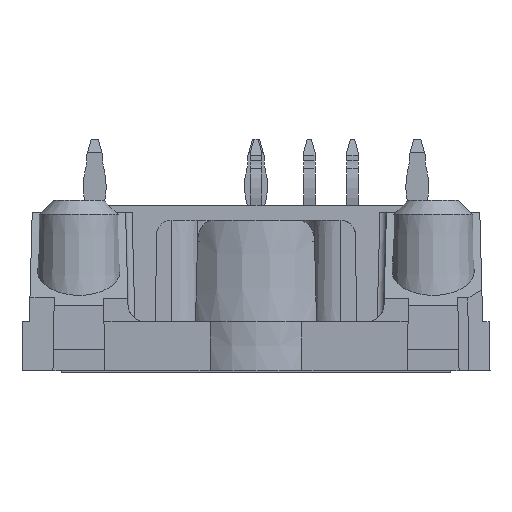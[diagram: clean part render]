
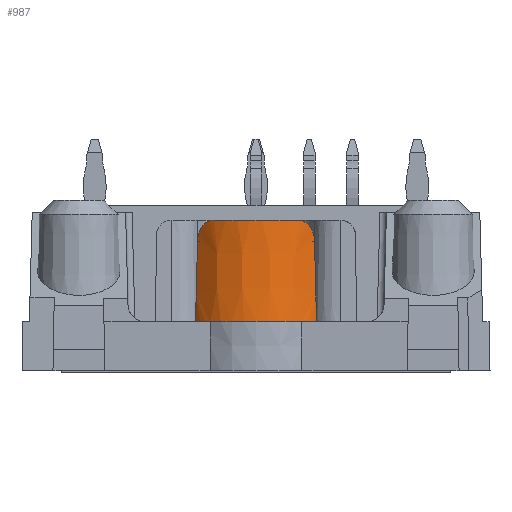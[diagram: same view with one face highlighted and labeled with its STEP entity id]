
A CAD part, left-side view. The second image highlights one B-rep face of the part: STEP entity #987.
In plain terms, the highlighted conical face has half-angle 1 degrees and reference radius 5.5 mm.
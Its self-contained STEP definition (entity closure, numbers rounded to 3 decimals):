
#987 = ADVANCED_FACE( '', ( #2569 ), #2570, .T. );
#2569 = FACE_OUTER_BOUND( '', #4748, .T. );
#2570 = CONICAL_SURFACE( '', #4749, 5.5, 0.017 );
#4748 = EDGE_LOOP( '', ( #7868, #7869, #7870, #7871, #7872, #7873, #7874, #7875 ) );
#4749 = AXIS2_PLACEMENT_3D( '', #7876, #7877, #7878 );
#7868 = ORIENTED_EDGE( '', *, *, #13808, .T. );
#7869 = ORIENTED_EDGE( '', *, *, #13003, .F. );
#7870 = ORIENTED_EDGE( '', *, *, #13809, .F. );
#7871 = ORIENTED_EDGE( '', *, *, #13007, .F. );
#7872 = ORIENTED_EDGE( '', *, *, #13810, .F. );
#7873 = ORIENTED_EDGE( '', *, *, #13811, .F. );
#7874 = ORIENTED_EDGE( '', *, *, #13571, .T. );
#7875 = ORIENTED_EDGE( '', *, *, #13812, .F. );
#7876 = CARTESIAN_POINT( '', ( -27.5, 0., 3.25 ) );
#7877 = DIRECTION( '', ( 0., 0., -1. ) );
#7878 = DIRECTION( '', ( -1., 0., 0. ) );
#13003 = EDGE_CURVE( '', #15606, #15608, #15609, .T. );
#13007 = EDGE_CURVE( '', #15614, #15597, #15616, .T. );
#13571 = EDGE_CURVE( '', #16595, #16592, #16596, .T. );
#13808 = EDGE_CURVE( '', #17017, #15608, #17018, .T. );
#13809 = EDGE_CURVE( '', #15597, #15606, #17019, .T. );
#13810 = EDGE_CURVE( '', #17020, #15614, #17021, .T. );
#13811 = EDGE_CURVE( '', #16595, #17020, #17022, .T. );
#13812 = EDGE_CURVE( '', #17017, #16592, #17023, .T. );
#15597 = VERTEX_POINT( '', #19434 );
#15606 = VERTEX_POINT( '', #19447 );
#15608 = VERTEX_POINT( '', #19450 );
#15609 = CIRCLE( '', #19451, 5.5 );
#15614 = VERTEX_POINT( '', #19457 );
#15616 = CIRCLE( '', #19460, 5.5 );
#16592 = VERTEX_POINT( '', #20783 );
#16595 = VERTEX_POINT( '', #20787 );
#16596 = CIRCLE( '', #20788, 5.377 );
#17017 = VERTEX_POINT( '', #21335 );
#17018 = CIRCLE( '', #21336, 17448.701 );
#17019 = CIRCLE( '', #21337, 5.5 );
#17020 = VERTEX_POINT( '', #21338 );
#17021 = CIRCLE( '', #21339, 17448.701 );
#17022 = B_SPLINE_CURVE_WITH_KNOTS( '', 3, ( #21340, #21341, #21342, #21343, #21344, #21345, #21346, #21347, #21348, #21349, #21350, #21351, #21352, #21353 ), .UNSPECIFIED., .F., .F., ( 4, 2, 2, 2, 2, 2, 4 ), ( 0., 0., 0.001, 0.001, 0.001, 0.002, 0.002 ), .UNSPECIFIED. );
#17023 = B_SPLINE_CURVE_WITH_KNOTS( '', 3, ( #21354, #21355, #21356, #21357, #21358, #21359, #21360, #21361, #21362, #21363, #21364, #21365, #21366, #21367 ), .UNSPECIFIED., .F., .F., ( 4, 2, 2, 2, 2, 2, 4 ), ( 0., 0., 0.001, 0.001, 0.001, 0.002, 0.002 ), .UNSPECIFIED. );
#19434 = CARTESIAN_POINT( '', ( -32., -3.162, 3.25 ) );
#19447 = CARTESIAN_POINT( '', ( -32., 3.162, 3.25 ) );
#19450 = CARTESIAN_POINT( '', ( -31.049, 4.201, 3.25 ) );
#19451 = AXIS2_PLACEMENT_3D( '', #24523, #24524, #24525 );
#19457 = CARTESIAN_POINT( '', ( -31.049, -4.201, 3.25 ) );
#19460 = AXIS2_PLACEMENT_3D( '', #24531, #24532, #24533 );
#20783 = CARTESIAN_POINT( '', ( -32.034, 2.89, 10.3 ) );
#20787 = CARTESIAN_POINT( '', ( -32.034, -2.89, 10.3 ) );
#20788 = AXIS2_PLACEMENT_3D( '', #25233, #25234, #25235 );
#21335 = CARTESIAN_POINT( '', ( -31.061, 4.063, 8.826 ) );
#21336 = AXIS2_PLACEMENT_3D( '', #25638, #25639, #25640 );
#21337 = AXIS2_PLACEMENT_3D( '', #25641, #25642, #25643 );
#21338 = CARTESIAN_POINT( '', ( -31.061, -4.063, 8.826 ) );
#21339 = AXIS2_PLACEMENT_3D( '', #25644, #25645, #25646 );
#21340 = CARTESIAN_POINT( '', ( -32.034, -2.89, 10.3 ) );
#21341 = CARTESIAN_POINT( '', ( -31.981, -2.974, 10.3 ) );
#21342 = CARTESIAN_POINT( '', ( -31.926, -3.055, 10.291 ) );
#21343 = CARTESIAN_POINT( '', ( -31.815, -3.211, 10.256 ) );
#21344 = CARTESIAN_POINT( '', ( -31.757, -3.287, 10.229 ) );
#21345 = CARTESIAN_POINT( '', ( -31.644, -3.431, 10.157 ) );
#21346 = CARTESIAN_POINT( '', ( -31.589, -3.498, 10.113 ) );
#21347 = CARTESIAN_POINT( '', ( -31.481, -3.623, 10.008 ) );
#21348 = CARTESIAN_POINT( '', ( -31.428, -3.681, 9.946 ) );
#21349 = CARTESIAN_POINT( '', ( -31.284, -3.836, 9.743 ) );
#21350 = CARTESIAN_POINT( '', ( -31.202, -3.917, 9.578 ) );
#21351 = CARTESIAN_POINT( '', ( -31.091, -4.028, 9.22 ) );
#21352 = CARTESIAN_POINT( '', ( -31.061, -4.058, 9.024 ) );
#21353 = CARTESIAN_POINT( '', ( -31.061, -4.063, 8.826 ) );
#21354 = CARTESIAN_POINT( '', ( -31.061, 4.063, 8.826 ) );
#21355 = CARTESIAN_POINT( '', ( -31.061, 4.061, 8.925 ) );
#21356 = CARTESIAN_POINT( '', ( -31.068, 4.052, 9.022 ) );
#21357 = CARTESIAN_POINT( '', ( -31.097, 4.022, 9.213 ) );
#21358 = CARTESIAN_POINT( '', ( -31.119, 4.001, 9.308 ) );
#21359 = CARTESIAN_POINT( '', ( -31.174, 3.945, 9.488 ) );
#21360 = CARTESIAN_POINT( '', ( -31.208, 3.912, 9.573 ) );
#21361 = CARTESIAN_POINT( '', ( -31.286, 3.832, 9.734 ) );
#21362 = CARTESIAN_POINT( '', ( -31.331, 3.785, 9.81 ) );
#21363 = CARTESIAN_POINT( '', ( -31.476, 3.63, 10.013 ) );
#21364 = CARTESIAN_POINT( '', ( -31.587, 3.503, 10.121 ) );
#21365 = CARTESIAN_POINT( '', ( -31.813, 3.218, 10.264 ) );
#21366 = CARTESIAN_POINT( '', ( -31.928, 3.057, 10.3 ) );
#21367 = CARTESIAN_POINT( '', ( -32.034, 2.89, 10.3 ) );
#24523 = CARTESIAN_POINT( '', ( -27.5, 0., 3.25 ) );
#24524 = DIRECTION( '', ( 0., 0., -1. ) );
#24525 = DIRECTION( '', ( -1., 0., 0. ) );
#24531 = CARTESIAN_POINT( '', ( -27.5, 0., 3.25 ) );
#24532 = DIRECTION( '', ( 0., 0., -1. ) );
#24533 = DIRECTION( '', ( -1., 0., 0. ) );
#25233 = CARTESIAN_POINT( '', ( -27.5, 0., 10.3 ) );
#25234 = DIRECTION( '', ( 0., 0., -1. ) );
#25235 = DIRECTION( '', ( 1., 0., 0. ) );
#25638 = CARTESIAN_POINT( '', ( 11187.125, -13356.804, -302.167 ) );
#25639 = DIRECTION( '', ( -0.766, -0.643, -0.017 ) );
#25640 = DIRECTION( '', ( -0.643, 0.766, 0.018 ) );
#25641 = CARTESIAN_POINT( '', ( -27.5, 0., 3.25 ) );
#25642 = DIRECTION( '', ( 0., 0., -1. ) );
#25643 = DIRECTION( '', ( -1., 0., 0. ) );
#25644 = CARTESIAN_POINT( '', ( 11187.124, 13356.804, -302.167 ) );
#25645 = DIRECTION( '', ( 0.766, -0.643, 0.017 ) );
#25646 = DIRECTION( '', ( -0.643, -0.766, 0.018 ) );
